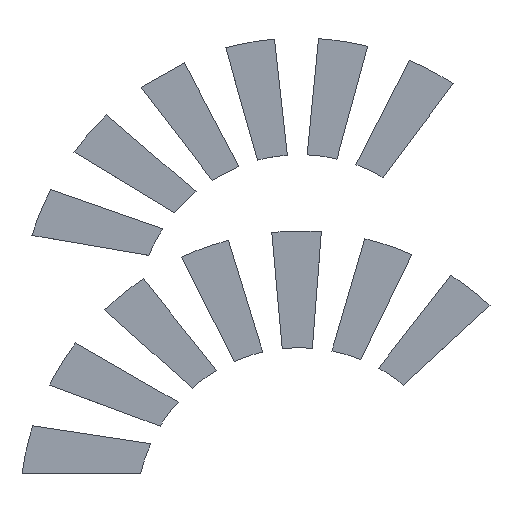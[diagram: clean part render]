
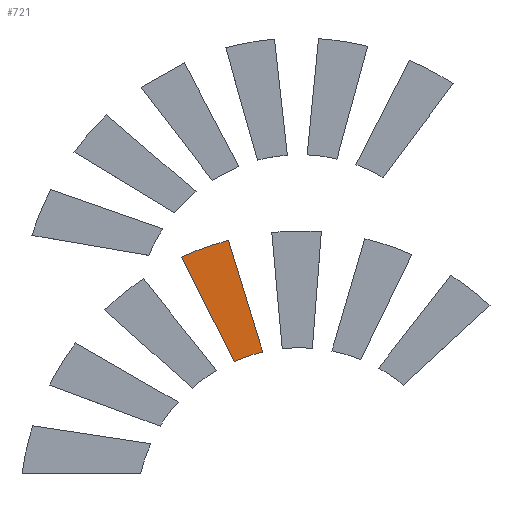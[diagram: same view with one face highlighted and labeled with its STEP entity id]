
A CAD part, top view. The second image highlights one B-rep face of the part: STEP entity #721.
In plain terms, the highlighted planar face has unit normal (0, 0, 1).
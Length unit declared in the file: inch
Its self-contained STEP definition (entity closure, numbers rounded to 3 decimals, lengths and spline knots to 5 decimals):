
#721=ADVANCED_FACE('',(#800),#1756,.T.);
#800=FACE_OUTER_BOUND('',#879,.T.);
#879=EDGE_LOOP('',(#1068,#1069,#1070,#1071));
#1068=ORIENTED_EDGE('',*,*,#1305,.T.);
#1069=ORIENTED_EDGE('',*,*,#1309,.T.);
#1070=ORIENTED_EDGE('',*,*,#1312,.T.);
#1071=ORIENTED_EDGE('',*,*,#1314,.T.);
#1305=EDGE_CURVE('',#1671,#1670,#1437,.T.);
#1309=EDGE_CURVE('',#1670,#1673,#1551,.T.);
#1312=EDGE_CURVE('',#1673,#1675,#1441,.T.);
#1314=EDGE_CURVE('',#1675,#1671,#1553,.T.);
#1437=B_SPLINE_CURVE_WITH_KNOTS('',1,(#2506,#2507),.UNSPECIFIED.,.F.,.F.,
(2,2),(0.,30.04225),.UNSPECIFIED.);
#1441=B_SPLINE_CURVE_WITH_KNOTS('',1,(#2522,#2523),.UNSPECIFIED.,.F.,.F.,
(2,2),(42.80884,72.8331),.UNSPECIFIED.);
#1551=TRIMMED_CURVE($,#1599,(#2516),(#2517),.T.,.CARTESIAN.);
#1553=TRIMMED_CURVE($,#1601,(#2528),(#2529),.T.,.CARTESIAN.);
#1599=CIRCLE('',#1891,72.01386);
#1601=CIRCLE('',#1893,42.01386);
#1670=VERTEX_POINT('',#2496);
#1671=VERTEX_POINT('',#2497);
#1673=VERTEX_POINT('',#2499);
#1675=VERTEX_POINT('',#2501);
#1756=PLANE('',#1889);
#1889=AXIS2_PLACEMENT_3D('',#2493,#2039,$);
#1891=AXIS2_PLACEMENT_3D($,#2515,#2042,#2043);
#1893=AXIS2_PLACEMENT_3D($,#2527,#2046,#2047);
#2039=DIRECTION('',(0.,0.,1.));
#2042=DIRECTION('',(0.,0.,1.));
#2043=DIRECTION('',(-0.254,0.967,0.));
#2046=DIRECTION('',(0.,0.,-1.));
#2047=DIRECTION('',(-0.401,0.916,0.));
#2493=CARTESIAN_POINT('',(64.53386,27.86024,1.75));
#2496=CARTESIAN_POINT('',(53.04307,59.90165,1.75));
#2497=CARTESIAN_POINT('',(61.85091,31.17956,1.75));
#2499=CARTESIAN_POINT('',(41.04746,55.58136,1.75));
#2501=CARTESIAN_POINT('',(54.51197,28.7455,1.75));
#2506=CARTESIAN_POINT('',(61.85091,31.17956,1.75));
#2507=CARTESIAN_POINT('',(53.04307,59.90165,1.75));
#2515=CARTESIAN_POINT('',(71.35132,-9.74607,1.75));
#2516=CARTESIAN_POINT('',(53.04307,59.90165,1.75));
#2517=CARTESIAN_POINT('',(41.04746,55.58136,1.75));
#2522=CARTESIAN_POINT('',(41.04746,55.58136,1.75));
#2523=CARTESIAN_POINT('',(54.51197,28.7455,1.75));
#2527=CARTESIAN_POINT('',(71.35132,-9.74607,1.75));
#2528=CARTESIAN_POINT('',(54.51197,28.7455,1.75));
#2529=CARTESIAN_POINT('',(61.85091,31.17956,1.75));
